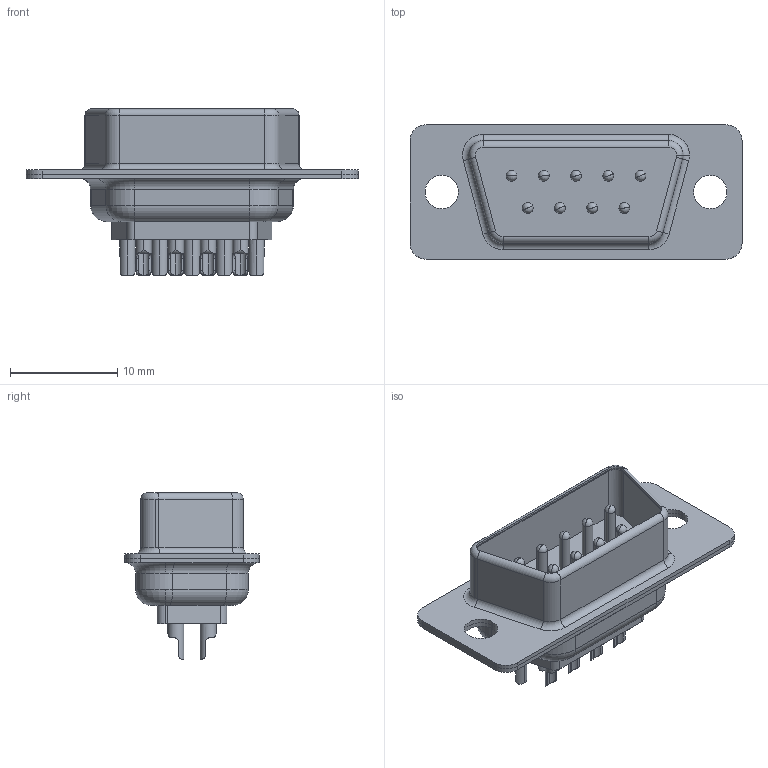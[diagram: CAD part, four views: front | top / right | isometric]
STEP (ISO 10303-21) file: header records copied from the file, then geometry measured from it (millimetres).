
FILE_DESCRIPTION (( 'STEP AP203' ), '1' );
FILE_NAME ('A_DB9 - MALE.STEP', '2015-02-04T14:57:22', ( '' ), ( '' ), 'SwSTEP 2.0', 'SolidWorks 2015', '' );
FILE_SCHEMA (( 'CONFIG_CONTROL_DESIGN' ));
Length unit declared in the file: millimetre
Products named in the file (7): H_F_Ba; Connector; Connector_MaleSLDPRT; H_F_Fr - Male - Copy; A_DB9 - MALE; H_F_Fr - Male; I_F_Fr
Assembly tree (22 placements, depth 2):
  A_DB9 - MALE
    H_F_Fr - Male
    H_F_Ba
    I_F_Fr
    Connector  x9
    Connector_MaleSLDPRT  x9
    H_F_Fr - Male - Copy
Bounding box: 30.9 x 12.5 x 15.5 mm (x, y, z)
Volume: 1271.5 mm3; surface area: 3436.3 mm2
Topology: 22 solids, 22 shells, 369 faces, 902 edges, 569 vertices
Faces by surface type: cylinder 184, plane 123, torus 44, cone 18
Entity records: 7526 total; most frequent: DIRECTION 1219, CARTESIAN_POINT 1141, ORIENTED_EDGE 1020, EDGE_CURVE 510, AXIS2_PLACEMENT_3D 487, VERTEX_POINT 313, CIRCLE 253, VECTOR 245
